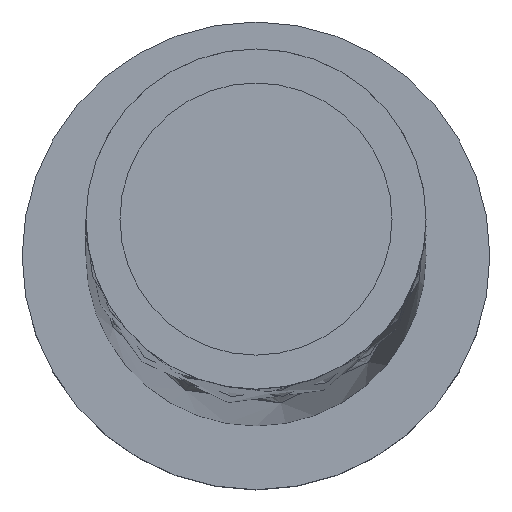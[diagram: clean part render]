
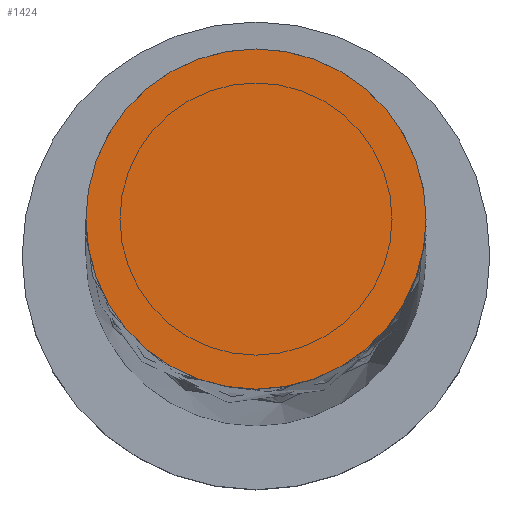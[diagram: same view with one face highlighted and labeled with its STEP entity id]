
A CAD part, top view. The second image highlights one B-rep face of the part: STEP entity #1424.
In plain terms, the highlighted planar face has unit normal (0, 0, 1).
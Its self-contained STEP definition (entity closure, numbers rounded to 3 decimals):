
#163 = DIRECTION ( 'NONE',  ( 1., 0., 0. ) ) ;
#257 = DIRECTION ( 'NONE',  ( 1., 0., 0. ) ) ;
#274 = AXIS2_PLACEMENT_3D ( 'NONE', #1391, #2119, #163 ) ;
#278 = DIRECTION ( 'NONE',  ( 1., 0., 0. ) ) ;
#280 = EDGE_CURVE ( 'NONE', #1697, #434, #613, .T. ) ;
#297 = EDGE_LOOP ( 'NONE', ( #870, #2330 ) ) ;
#434 = VERTEX_POINT ( 'NONE', #672 ) ;
#589 = CARTESIAN_POINT ( 'NONE',  ( 0., 0., 1000. ) ) ;
#613 = CIRCLE ( 'NONE', #274, 8. ) ;
#672 = CARTESIAN_POINT ( 'NONE',  ( -8., 0., 1000. ) ) ;
#870 = ORIENTED_EDGE ( 'NONE', *, *, #2021, .T. ) ;
#973 = CARTESIAN_POINT ( 'NONE',  ( 0., 0., 1000. ) ) ;
#984 = DIRECTION ( 'NONE',  ( 0., 0., 1. ) ) ;
#1139 = CARTESIAN_POINT ( 'NONE',  ( 8., 0., 1000. ) ) ;
#1155 = FACE_OUTER_BOUND ( 'NONE', #297, .T. ) ;
#1391 = CARTESIAN_POINT ( 'NONE',  ( 0., 0., 1000. ) ) ;
#1424 = ADVANCED_FACE ( 'NONE', ( #1155 ), #1843, .T. ) ;
#1596 = CIRCLE ( 'NONE', #2318, 8. ) ;
#1697 = VERTEX_POINT ( 'NONE', #1139 ) ;
#1843 = PLANE ( 'NONE',  #1895 ) ;
#1857 = DIRECTION ( 'NONE',  ( 0., 0., 1. ) ) ;
#1895 = AXIS2_PLACEMENT_3D ( 'NONE', #973, #984, #278 ) ;
#2021 = EDGE_CURVE ( 'NONE', #434, #1697, #1596, .T. ) ;
#2119 = DIRECTION ( 'NONE',  ( 0., 0., 1. ) ) ;
#2318 = AXIS2_PLACEMENT_3D ( 'NONE', #589, #1857, #257 ) ;
#2330 = ORIENTED_EDGE ( 'NONE', *, *, #280, .T. ) ;
